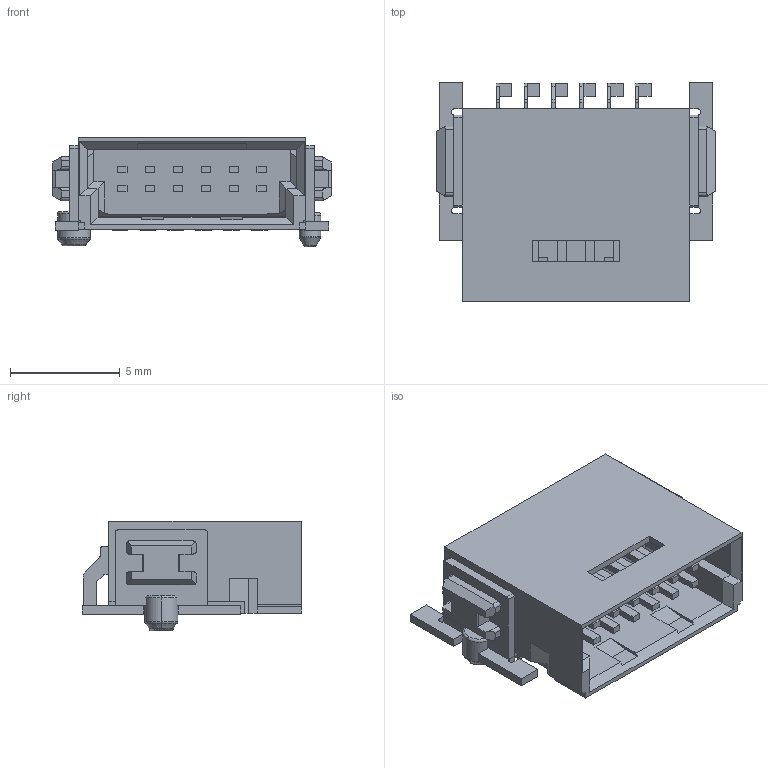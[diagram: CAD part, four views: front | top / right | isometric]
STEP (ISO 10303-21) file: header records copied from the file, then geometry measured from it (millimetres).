
FILE_DESCRIPTION((''),'2;1');
FILE_NAME('ERNI_254273.stp','2010-12-21T09:59:37',(''),(''),'Mechanical Desktop 2011','Mechanical Desktop 2011',', , ');
FILE_SCHEMA(('AUTOMOTIVE_DESIGN { 1 2 10303 214 1 1 1 1 }'));
Length unit declared in the file: millimetre
Products named in the file (1): Product
Bounding box: 12.7 x 10 x 5 mm (x, y, z)
Volume: 257.1 mm3; surface area: 796.3 mm2
Topology: 49 solids, 49 shells, 660 faces, 1624 edges, 1070 vertices
Faces by surface type: plane 312, bspline 260, cylinder 72, torus 12, cone 4
Entity records: 20868 total; most frequent: CARTESIAN_POINT 5985, ORIENTED_EDGE 3248, DIRECTION 2530, EDGE_CURVE 1624, VECTOR 1324, LINE 1324, VERTEX_POINT 1070, EDGE_LOOP 670
